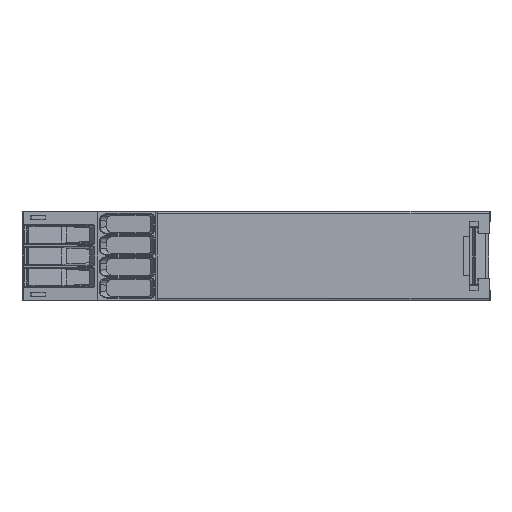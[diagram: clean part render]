
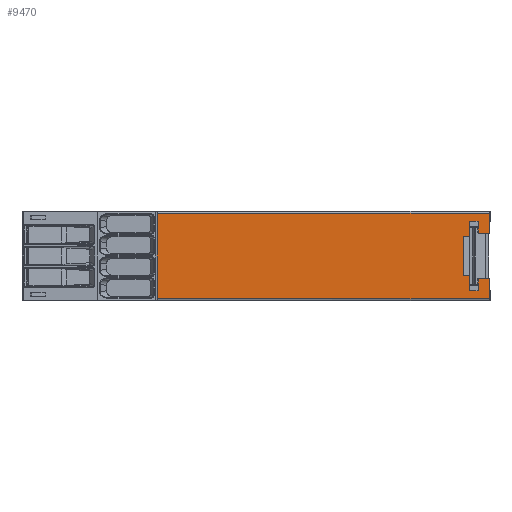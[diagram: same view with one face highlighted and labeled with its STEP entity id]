
A CAD part, front view. The second image highlights one B-rep face of the part: STEP entity #9470.
In plain terms, the highlighted planar face has unit normal (0, -1, 0).
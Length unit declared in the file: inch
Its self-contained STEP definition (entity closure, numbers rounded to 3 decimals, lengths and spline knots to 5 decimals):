
#237 = ORIENTED_EDGE ( 'NONE', *, *, #26872, .T. ) ;
#553 = EDGE_CURVE ( 'NONE', #13303, #9579, #6936, .T. ) ;
#854 = LINE ( 'NONE', #4323, #4550 ) ;
#987 = CARTESIAN_POINT ( 'NONE',  ( 1.86417, -1.5748, -0.34449 ) ) ;
#1287 = EDGE_CURVE ( 'NONE', #20334, #25199, #3209, .T. ) ;
#1535 = EDGE_CURVE ( 'NONE', #25199, #24175, #26376, .T. ) ;
#1598 = DIRECTION ( 'NONE',  ( 0., 0., -1. ) ) ;
#1617 = EDGE_CURVE ( 'NONE', #15869, #18936, #10546, .T. ) ;
#1754 = DIRECTION ( 'NONE',  ( 0., 0., 1. ) ) ;
#1981 = LINE ( 'NONE', #987, #23476 ) ;
#2197 = CARTESIAN_POINT ( 'NONE',  ( 1.60433, -1.5748, -0.19685 ) ) ;
#2231 = DIRECTION ( 'NONE',  ( 1., 0., 0. ) ) ;
#2853 = CARTESIAN_POINT ( 'NONE',  ( 1.86417, -1.5748, -0.22638 ) ) ;
#3150 = DIRECTION ( 'NONE',  ( 1., 0., 0. ) ) ;
#3163 = ORIENTED_EDGE ( 'NONE', *, *, #6659, .T. ) ;
#3176 = VERTEX_POINT ( 'NONE', #4200 ) ;
#3209 = LINE ( 'NONE', #19914, #27031 ) ;
#3393 = VERTEX_POINT ( 'NONE', #16634 ) ;
#4133 = VERTEX_POINT ( 'NONE', #23218 ) ;
#4200 = CARTESIAN_POINT ( 'NONE',  ( 1.86417, -1.5748, -0.22638 ) ) ;
#4323 = CARTESIAN_POINT ( 'NONE',  ( -1.45866, -1.5748, 0. ) ) ;
#4367 = VECTOR ( 'NONE', #5031, 39.37008 ) ;
#4550 = VECTOR ( 'NONE', #27675, 39.37008 ) ;
#4888 = VECTOR ( 'NONE', #25259, 39.37008 ) ;
#5031 = DIRECTION ( 'NONE',  ( 0., 0., 1. ) ) ;
#5048 = CARTESIAN_POINT ( 'NONE',  ( 1.64505, -1.5748, 0.19685 ) ) ;
#5196 = ORIENTED_EDGE ( 'NONE', *, *, #553, .T. ) ;
#5340 = LINE ( 'NONE', #12179, #21778 ) ;
#5478 = CARTESIAN_POINT ( 'NONE',  ( -1.45866, -1.5748, 0.4252 ) ) ;
#6110 = DIRECTION ( 'NONE',  ( 0., 0., -1. ) ) ;
#6509 = DIRECTION ( 'NONE',  ( 0., 0., -1. ) ) ;
#6659 = EDGE_CURVE ( 'NONE', #3176, #10464, #27533, .T. ) ;
#6915 = CARTESIAN_POINT ( 'NONE',  ( 1.86417, -1.5748, -0.4252 ) ) ;
#6936 = LINE ( 'NONE', #10138, #12310 ) ;
#7277 = DIRECTION ( 'NONE',  ( -1., 0., 0. ) ) ;
#7444 = DIRECTION ( 'NONE',  ( -1., 0., 0. ) ) ;
#7888 = CARTESIAN_POINT ( 'NONE',  ( 1.86417, -1.5748, 0.22638 ) ) ;
#8005 = DIRECTION ( 'NONE',  ( 1., 0., 0. ) ) ;
#8054 = LINE ( 'NONE', #11583, #4367 ) ;
#8133 = ORIENTED_EDGE ( 'NONE', *, *, #19954, .T. ) ;
#8850 = EDGE_CURVE ( 'NONE', #3393, #18936, #20623, .T. ) ;
#9004 = VECTOR ( 'NONE', #14158, 39.37008 ) ;
#9417 = ORIENTED_EDGE ( 'NONE', *, *, #21478, .T. ) ;
#9470 = ADVANCED_FACE ( 'NONE', ( #25631 ), #23498, .T. ) ;
#9524 = CARTESIAN_POINT ( 'NONE',  ( 1.75394, -1.5748, 0.34449 ) ) ;
#9579 = VERTEX_POINT ( 'NONE', #15489 ) ;
#9979 = ORIENTED_EDGE ( 'NONE', *, *, #1287, .F. ) ;
#10138 = CARTESIAN_POINT ( 'NONE',  ( 1.75394, -1.5748, 0. ) ) ;
#10464 = VERTEX_POINT ( 'NONE', #25441 ) ;
#10546 = LINE ( 'NONE', #27594, #4888 ) ;
#10625 = LINE ( 'NONE', #6915, #12675 ) ;
#10704 = CARTESIAN_POINT ( 'NONE',  ( 1.86417, -1.5748, 0. ) ) ;
#11029 = LINE ( 'NONE', #5048, #22804 ) ;
#11139 = EDGE_CURVE ( 'NONE', #9579, #24175, #21867, .T. ) ;
#11583 = CARTESIAN_POINT ( 'NONE',  ( 1.60433, -1.5748, 0. ) ) ;
#11827 = CARTESIAN_POINT ( 'NONE',  ( 1.86417, -1.5748, -0.4252 ) ) ;
#11943 = DIRECTION ( 'NONE',  ( 0., 0., 1. ) ) ;
#12034 = CARTESIAN_POINT ( 'NONE',  ( 1.86417, -1.5748, 0. ) ) ;
#12179 = CARTESIAN_POINT ( 'NONE',  ( 1.66732, -1.5748, -0.44488 ) ) ;
#12310 = VECTOR ( 'NONE', #1598, 39.37008 ) ;
#12526 = ORIENTED_EDGE ( 'NONE', *, *, #11139, .T. ) ;
#12675 = VECTOR ( 'NONE', #2231, 39.37008 ) ;
#13172 = DIRECTION ( 'NONE',  ( 0., 0., 1. ) ) ;
#13303 = VERTEX_POINT ( 'NONE', #9524 ) ;
#13461 = VECTOR ( 'NONE', #15801, 39.37008 ) ;
#13479 = VERTEX_POINT ( 'NONE', #23168 ) ;
#13784 = EDGE_CURVE ( 'NONE', #25804, #4133, #11029, .T. ) ;
#13820 = EDGE_CURVE ( 'NONE', #13479, #3393, #1981, .T. ) ;
#14158 = DIRECTION ( 'NONE',  ( 0., 0., -1. ) ) ;
#14239 = ORIENTED_EDGE ( 'NONE', *, *, #1617, .F. ) ;
#14266 = EDGE_CURVE ( 'NONE', #10464, #13479, #22459, .T. ) ;
#14465 = EDGE_LOOP ( 'NONE', ( #9979, #9417, #8133, #237, #3163, #25877, #20433, #24182, #14239, #23287, #15205, #15406, #19567, #5196, #12526, #17702 ) ) ;
#14635 = EDGE_CURVE ( 'NONE', #17433, #13303, #21415, .T. ) ;
#15205 = ORIENTED_EDGE ( 'NONE', *, *, #13784, .T. ) ;
#15252 = EDGE_CURVE ( 'NONE', #4133, #17433, #5340, .T. ) ;
#15406 = ORIENTED_EDGE ( 'NONE', *, *, #15252, .T. ) ;
#15489 = CARTESIAN_POINT ( 'NONE',  ( 1.75394, -1.5748, 0.22638 ) ) ;
#15801 = DIRECTION ( 'NONE',  ( 1., 0., 0. ) ) ;
#15869 = VERTEX_POINT ( 'NONE', #2197 ) ;
#16323 = VERTEX_POINT ( 'NONE', #11827 ) ;
#16634 = CARTESIAN_POINT ( 'NONE',  ( 1.66732, -1.5748, -0.34449 ) ) ;
#16699 = VECTOR ( 'NONE', #8005, 39.37008 ) ;
#16811 = DIRECTION ( 'NONE',  ( 0., -1., 0. ) ) ;
#17433 = VERTEX_POINT ( 'NONE', #20760 ) ;
#17702 = ORIENTED_EDGE ( 'NONE', *, *, #1535, .F. ) ;
#18772 = CARTESIAN_POINT ( 'NONE',  ( 1.86417, -1.5748, 0. ) ) ;
#18936 = VERTEX_POINT ( 'NONE', #24225 ) ;
#18948 = VECTOR ( 'NONE', #13172, 39.37008 ) ;
#19567 = ORIENTED_EDGE ( 'NONE', *, *, #14635, .T. ) ;
#19914 = CARTESIAN_POINT ( 'NONE',  ( 0.93209, -1.5748, 0.4252 ) ) ;
#19954 = EDGE_CURVE ( 'NONE', #21969, #16323, #10625, .T. ) ;
#20334 = VERTEX_POINT ( 'NONE', #5478 ) ;
#20433 = ORIENTED_EDGE ( 'NONE', *, *, #13820, .T. ) ;
#20623 = LINE ( 'NONE', #23877, #18948 ) ;
#20739 = CARTESIAN_POINT ( 'NONE',  ( 1.75394, -1.5748, 0. ) ) ;
#20760 = CARTESIAN_POINT ( 'NONE',  ( 1.66732, -1.5748, 0.34449 ) ) ;
#21415 = LINE ( 'NONE', #25012, #16699 ) ;
#21478 = EDGE_CURVE ( 'NONE', #20334, #21969, #854, .T. ) ;
#21778 = VECTOR ( 'NONE', #1754, 39.37008 ) ;
#21867 = LINE ( 'NONE', #25858, #13461 ) ;
#21969 = VERTEX_POINT ( 'NONE', #25766 ) ;
#21995 = VECTOR ( 'NONE', #6110, 39.37008 ) ;
#22459 = LINE ( 'NONE', #20739, #9004 ) ;
#22804 = VECTOR ( 'NONE', #3150, 39.37008 ) ;
#22847 = EDGE_CURVE ( 'NONE', #15869, #25804, #8054, .T. ) ;
#23168 = CARTESIAN_POINT ( 'NONE',  ( 1.75394, -1.5748, -0.34449 ) ) ;
#23218 = CARTESIAN_POINT ( 'NONE',  ( 1.66732, -1.5748, 0.19685 ) ) ;
#23287 = ORIENTED_EDGE ( 'NONE', *, *, #22847, .T. ) ;
#23476 = VECTOR ( 'NONE', #7277, 39.37008 ) ;
#23498 = PLANE ( 'NONE',  #26677 ) ;
#23877 = CARTESIAN_POINT ( 'NONE',  ( 1.66732, -1.5748, -0.44488 ) ) ;
#24175 = VERTEX_POINT ( 'NONE', #7888 ) ;
#24182 = ORIENTED_EDGE ( 'NONE', *, *, #8850, .T. ) ;
#24225 = CARTESIAN_POINT ( 'NONE',  ( 1.66732, -1.5748, -0.19685 ) ) ;
#24348 = DIRECTION ( 'NONE',  ( 1., 0., 0. ) ) ;
#24525 = CARTESIAN_POINT ( 'NONE',  ( 1.60433, -1.5748, 0.19685 ) ) ;
#25012 = CARTESIAN_POINT ( 'NONE',  ( 1.75394, -1.5748, 0.34449 ) ) ;
#25199 = VERTEX_POINT ( 'NONE', #27095 ) ;
#25259 = DIRECTION ( 'NONE',  ( 1., 0., 0. ) ) ;
#25441 = CARTESIAN_POINT ( 'NONE',  ( 1.75394, -1.5748, -0.22638 ) ) ;
#25631 = FACE_OUTER_BOUND ( 'NONE', #14465, .T. ) ;
#25755 = VECTOR ( 'NONE', #11943, 39.37008 ) ;
#25766 = CARTESIAN_POINT ( 'NONE',  ( -1.45866, -1.5748, -0.4252 ) ) ;
#25804 = VERTEX_POINT ( 'NONE', #24525 ) ;
#25858 = CARTESIAN_POINT ( 'NONE',  ( 1.86417, -1.5748, 0.22638 ) ) ;
#25877 = ORIENTED_EDGE ( 'NONE', *, *, #14266, .T. ) ;
#26376 = LINE ( 'NONE', #18772, #21995 ) ;
#26677 = AXIS2_PLACEMENT_3D ( 'NONE', #10704, #16811, #6509 ) ;
#26872 = EDGE_CURVE ( 'NONE', #16323, #3176, #27093, .T. ) ;
#27031 = VECTOR ( 'NONE', #24348, 39.37008 ) ;
#27093 = LINE ( 'NONE', #12034, #25755 ) ;
#27095 = CARTESIAN_POINT ( 'NONE',  ( 1.86417, -1.5748, 0.4252 ) ) ;
#27533 = LINE ( 'NONE', #2853, #27863 ) ;
#27594 = CARTESIAN_POINT ( 'NONE',  ( 1.64505, -1.5748, -0.19685 ) ) ;
#27675 = DIRECTION ( 'NONE',  ( 0., 0., -1. ) ) ;
#27863 = VECTOR ( 'NONE', #7444, 39.37008 ) ;
